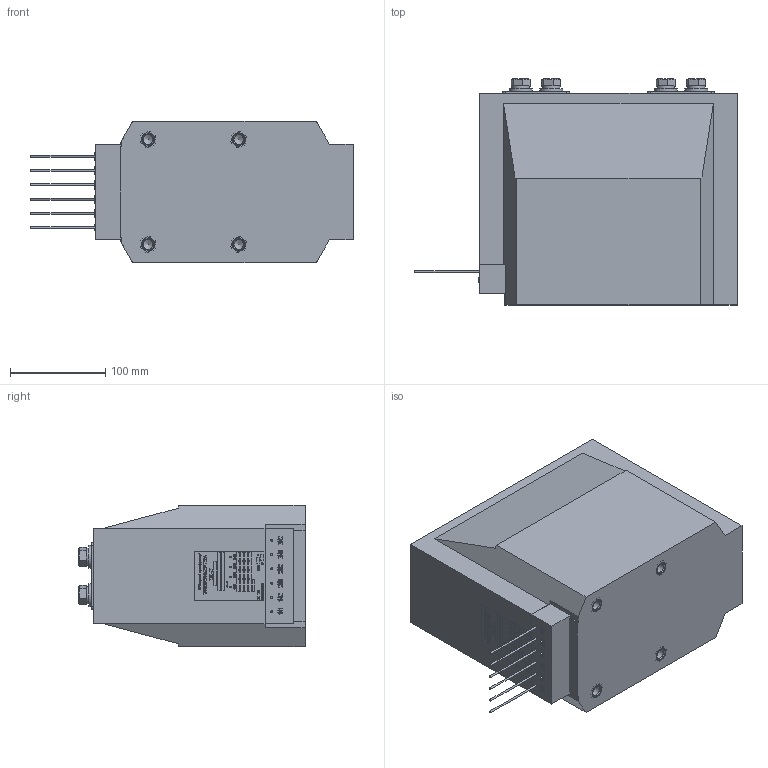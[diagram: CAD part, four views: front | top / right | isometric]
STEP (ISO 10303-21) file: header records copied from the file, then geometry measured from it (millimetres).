
FILE_DESCRIPTION(('STEP AP214'), '1');
FILE_NAME('ﾒﾋﾊ-ﾑﾒ-10-9 (2000ﾀ)', '2023-06-23T10:08:50', ('UNSPECIFIED'), ('UNSPECIFIED'), 'ASCON STEP Converter 1.3', 'ASCON Math Kernel', '');
FILE_SCHEMA(('AUTOMOTIVE_DESIGN { 1 0 10303 214 3 1 1}'));
Length unit declared in the file: millimetre
Products named in the file (9): ﾂﾅﾈﾓ.757465.007ﾀ-01
Assembly tree (33 placements, depth 3):
  (unnamed)
    (unnamed)
      (unnamed)
      ﾂﾅﾈﾓ.757465.007ﾀ-01  x2
      (unnamed)  x4
    (unnamed)  x8
    (unnamed)  x8
    (unnamed)  x8
    (unnamed)
Bounding box: 338 x 237 x 148 mm (x, y, z)
Volume: 8013805.9 mm3; surface area: 378153.1 mm2
Topology: 33 solids, 33 shells, 6365 faces, 18030 edges, 11964 vertices
Faces by surface type: plane 4028, cylinder 2243, cone 50, torus 32, sphere 8, bspline 4
Full cylindrical faces by diameter (mm): 2 x6, 10.106 x4, 10.109 x8, 11 x6, 12 x16, 13 x12, 15 x4, 20 x2, 24 x8
Entity records: 248779 total; most frequent: CARTESIAN_POINT 36465, ORIENTED_EDGE 34636, DIRECTION 33824, EDGE_CURVE 17318, LINE 12938, VECTOR 12938, VERTEX_POINT 11558, AXIS2_PLACEMENT_3D 10443
